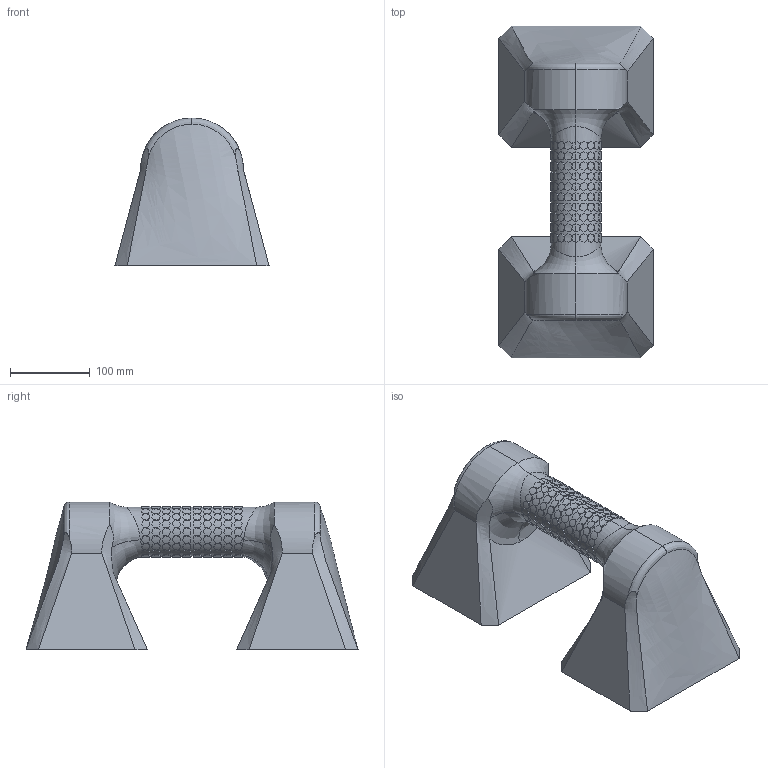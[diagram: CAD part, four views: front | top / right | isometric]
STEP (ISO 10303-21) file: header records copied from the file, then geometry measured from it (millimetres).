
FILE_DESCRIPTION(('FreeCAD Model'),'2;1');
FILE_NAME('Open CASCADE Shape Model','2025-05-03T13:36:58',('FreeCAD'),( 'FreeCAD'),'Open CASCADE STEP processor 7.6','FreeCAD','Unknown');
FILE_SCHEMA(('AUTOMOTIVE_DESIGN { 1 0 10303 214 1 1 1 1 }'));
Products named in the file (1): Open CASCADE STEP translator 7.6 1
Bounding box: 193.17 x 416.13 x 185.45 mm (x, y, z)
Volume: 5722468.5 mm3; surface area: 272055.8 mm2
Topology: 1 solids, 1 shells, 1847 faces, 5526 edges, 3682 vertices
Faces by surface type: bspline 1847
Entity records: 80180 total; most frequent: CARTESIAN_POINT 50419, ORIENTED_EDGE 11052, EDGE_CURVE 5526, VERTEX_POINT 3682, B_SPLINE_CURVE_WITH_KNOTS 2310, FACE_BOUND 1848, EDGE_LOOP 1848, ADVANCED_FACE 1847
